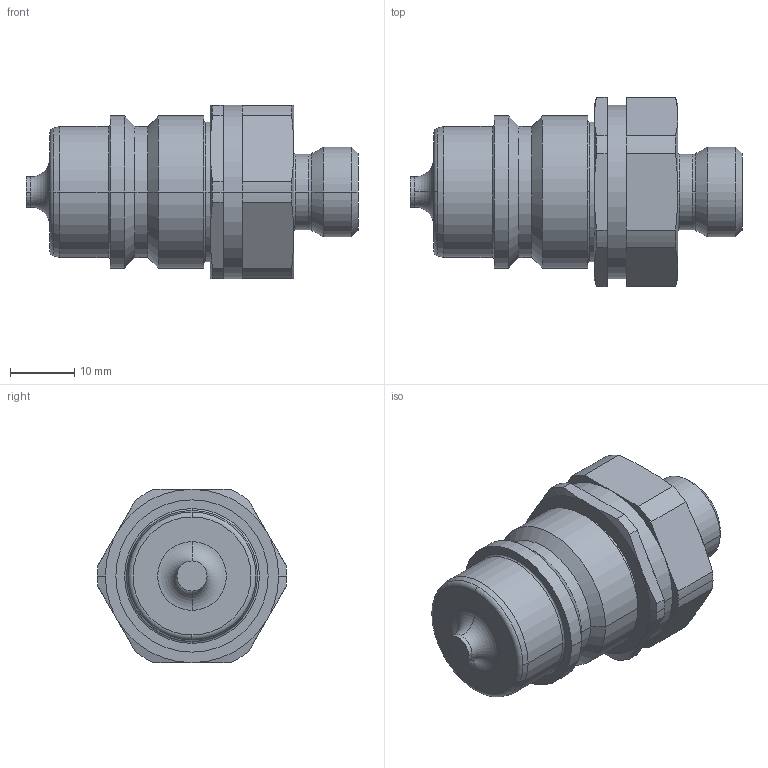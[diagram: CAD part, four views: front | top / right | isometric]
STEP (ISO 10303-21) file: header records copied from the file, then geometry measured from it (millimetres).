
FILE_DESCRIPTION( ( '' ), '1' );
FILE_NAME( '41121424.stp', '2012-08-14T11:57:37', ( '' ), ( '' ), ' ', ' ', ' ' );
FILE_SCHEMA( ( 'CONFIG_CONTROL_DESIGN' ) );
Length unit declared in the file: millimetre
Products named in the file (1): 1
Bounding box: 51.7 x 29.5 x 27 mm (x, y, z)
Volume: 18248.2 mm3; surface area: 5200.7 mm2
Topology: 1 solids, 1 shells, 113 faces, 271 edges, 167 vertices
Faces by surface type: cylinder 38, plane 33, cone 30, torus 12
Entity records: 3332 total; most frequent: DIRECTION 630, CARTESIAN_POINT 600, ORIENTED_EDGE 542, EDGE_CURVE 271, AXIS2_PLACEMENT_3D 269, VERTEX_POINT 167, CIRCLE 155, EDGE_LOOP 120
